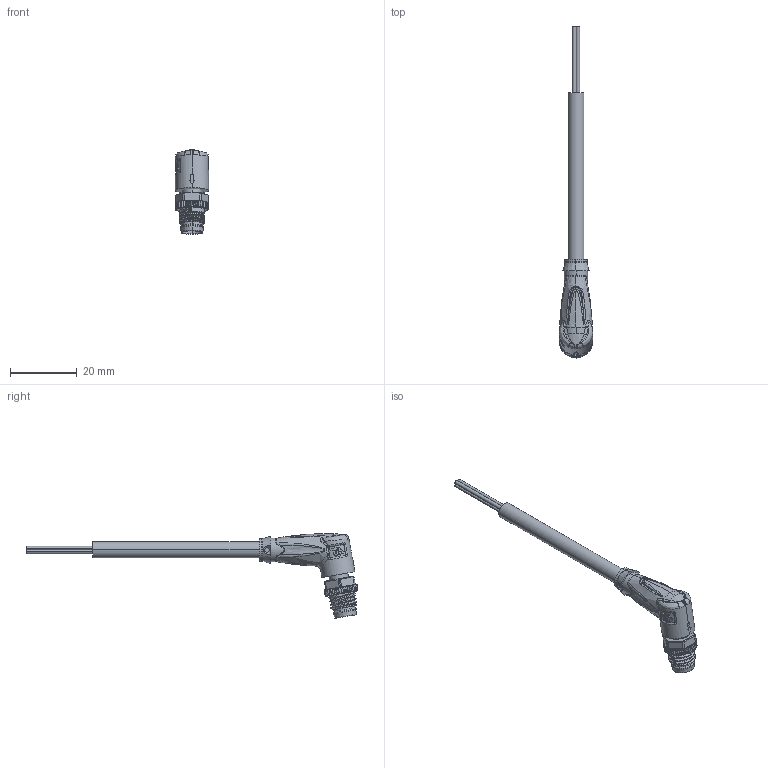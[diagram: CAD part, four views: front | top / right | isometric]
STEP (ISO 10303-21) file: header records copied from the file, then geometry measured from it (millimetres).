
FILE_DESCRIPTION(('STEP AP214'),'1');
FILE_NAME('cctmp_399CD277-E258-4375-B62F-EC0692D579C7_2022_04_27_10_41_50_0232..stp','2022-04-27T08:41:54',('KiM GmbH'),('CADClick - www.CADClick.com'),'Spatial InterOp 3D postprocessed',' ','unknown authorization');
FILE_SCHEMA(('AUTOMOTIVE_DESIGN'));
Length unit declared in the file: millimetre
Products named in the file (7): T193333_1; Connection2; Cable; Connection1; Connection1_2; Connection1_1; T193333
Assembly tree (6 placements, depth 4):
  T193333
    T193333_1
      Connection2
      Cable
      Connection1
        Connection1_2
        Connection1_1
Bounding box: 10 x 99.7 x 25.44 mm (x, y, z)
Volume: 3463.2 mm3; surface area: 3470.9 mm2
Topology: 8 solids, 8 shells, 886 faces, 2365 edges, 1510 vertices
Faces by surface type: plane 423, bspline 134, cylinder 121, cone 96, torus 88, extrusion 16, sphere 8
Entity records: 49814 total; most frequent: CARTESIAN_POINT 22989, ORIENTED_EDGE 4706, DIRECTION 3781, EDGE_CURVE 2353, STYLED_ITEM 1695, PRESENTATION_STYLE_ASSIGNMENT 1695, VERTEX_POINT 1510, VECTOR 1261
